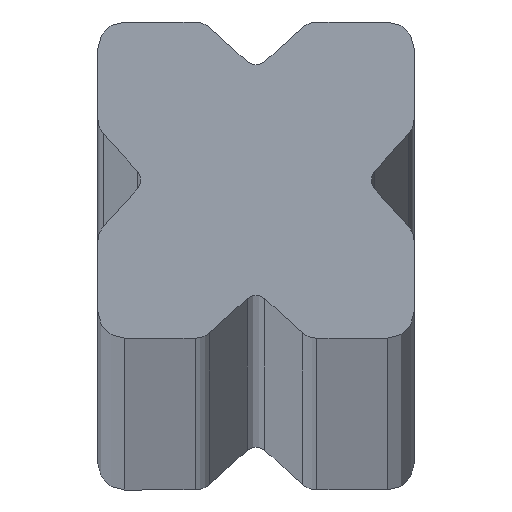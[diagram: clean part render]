
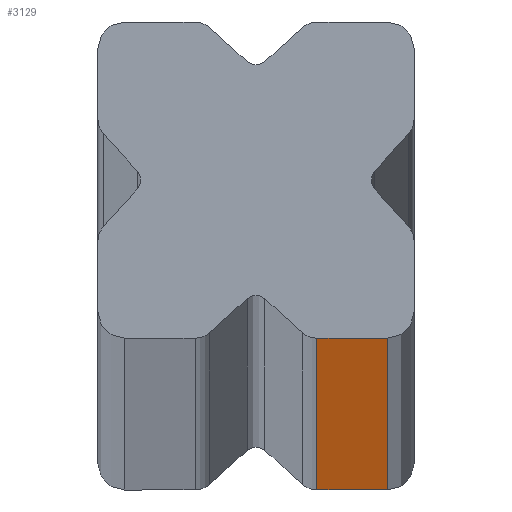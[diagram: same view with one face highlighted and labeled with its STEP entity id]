
A CAD part, top view. The second image highlights one B-rep face of the part: STEP entity #3129.
In plain terms, the highlighted planar face has unit normal (0, -1, 0).
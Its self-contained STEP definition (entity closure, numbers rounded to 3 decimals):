
#139 = CARTESIAN_POINT ( 'NONE',  ( 2.309, -6., -1650. ) ) ;
#454 = VERTEX_POINT ( 'NONE', #3207 ) ;
#746 = DIRECTION ( 'NONE',  ( 1., 0., 0. ) ) ;
#972 = EDGE_CURVE ( 'NONE', #454, #6529, #6621, .T. ) ;
#1136 = LINE ( 'NONE', #10123, #8321 ) ;
#1391 = ORIENTED_EDGE ( 'NONE', *, *, #972, .F. ) ;
#2070 = ORIENTED_EDGE ( 'NONE', *, *, #5677, .F. ) ;
#2290 = ORIENTED_EDGE ( 'NONE', *, *, #4024, .T. ) ;
#2440 = DIRECTION ( 'NONE',  ( 1., 0., 0. ) ) ;
#2630 = CARTESIAN_POINT ( 'NONE',  ( 5., -6., -1650. ) ) ;
#2825 = VECTOR ( 'NONE', #2440, 1000. ) ;
#3129 = ADVANCED_FACE ( 'NONE', ( #10438 ), #9533, .T. ) ;
#3207 = CARTESIAN_POINT ( 'NONE',  ( 2.309, -6., 1650. ) ) ;
#3741 = VERTEX_POINT ( 'NONE', #11526 ) ;
#3808 = VERTEX_POINT ( 'NONE', #2630 ) ;
#4024 = EDGE_CURVE ( 'NONE', #3808, #6529, #12200, .T. ) ;
#4329 = DIRECTION ( 'NONE',  ( 0., 0., 1. ) ) ;
#4344 = EDGE_LOOP ( 'NONE', ( #1391, #2070, #11519, #2290 ) ) ;
#4469 = CARTESIAN_POINT ( 'NONE',  ( 2.309, -6., 1650. ) ) ;
#5329 = CARTESIAN_POINT ( 'NONE',  ( 2.309, -6., -1650. ) ) ;
#5677 = EDGE_CURVE ( 'NONE', #3741, #454, #1136, .T. ) ;
#6529 = VERTEX_POINT ( 'NONE', #8535 ) ;
#6621 = LINE ( 'NONE', #4469, #7059 ) ;
#6727 = DIRECTION ( 'NONE',  ( 0., 0., -1. ) ) ;
#7059 = VECTOR ( 'NONE', #746, 1000. ) ;
#7831 = LINE ( 'NONE', #5329, #2825 ) ;
#8321 = VECTOR ( 'NONE', #4329, 1000. ) ;
#8535 = CARTESIAN_POINT ( 'NONE',  ( 5., -6., 1650. ) ) ;
#9000 = DIRECTION ( 'NONE',  ( 0., 0., 1. ) ) ;
#9533 = PLANE ( 'NONE',  #11563 ) ;
#10010 = EDGE_CURVE ( 'NONE', #3741, #3808, #7831, .T. ) ;
#10123 = CARTESIAN_POINT ( 'NONE',  ( 2.309, -6., -1650. ) ) ;
#10438 = FACE_OUTER_BOUND ( 'NONE', #4344, .T. ) ;
#10748 = CARTESIAN_POINT ( 'NONE',  ( 5., -6., -1650. ) ) ;
#11362 = DIRECTION ( 'NONE',  ( 0., -1., 0. ) ) ;
#11519 = ORIENTED_EDGE ( 'NONE', *, *, #10010, .T. ) ;
#11526 = CARTESIAN_POINT ( 'NONE',  ( 2.309, -6., -1650. ) ) ;
#11563 = AXIS2_PLACEMENT_3D ( 'NONE', #139, #11362, #6727 ) ;
#11738 = VECTOR ( 'NONE', #9000, 1000. ) ;
#12200 = LINE ( 'NONE', #10748, #11738 ) ;
